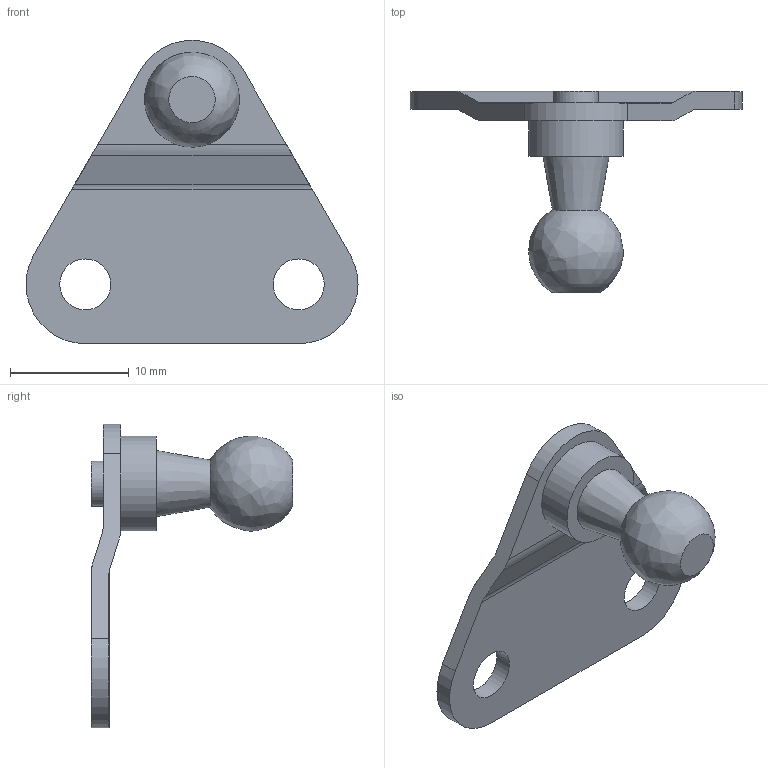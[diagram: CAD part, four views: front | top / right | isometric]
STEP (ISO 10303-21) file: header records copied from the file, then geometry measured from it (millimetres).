
FILE_DESCRIPTION(/* description */ (''),/* implementation_level */ '2;1');
FILE_NAME(/* name */ 'BB01K08.stp',/* time_stamp */ '2024-05-07T16:10:55+03:00',/* author */ (''),/* organization */ (''),/* preprocessor_version */ 'ST-DEVELOPER v16',/* originating_system */ 'SIEMENS PLM Software NX 11.0',/* authorisation */ '');
FILE_SCHEMA (('AUTOMOTIVE_DESIGN { 1 0 10303 214 3 1 1 1 }'));
Length unit declared in the file: millimetre
Products named in the file (3): Stud; Bracket; BB01K08_stp
Assembly tree (2 placements, depth 2):
  BB01K08_stp
    Bracket
    Stud
Bounding box: 28 x 17 x 25.59 mm (x, y, z)
Volume: 1200.3 mm3; surface area: 1526.1 mm2
Topology: 2 solids, 2 shells, 27 faces, 64 edges, 43 vertices
Faces by surface type: plane 13, cylinder 12, cone 1, bspline 1
Full cylindrical faces by diameter (mm): 3.8 x1, 4 x1, 4.3 x2, 8 x1
Entity records: 869 total; most frequent: CARTESIAN_POINT 158, DIRECTION 146, ORIENTED_EDGE 116, AXIS2_PLACEMENT_3D 59, EDGE_CURVE 58, VERTEX_POINT 43, EDGE_LOOP 41, LINE 28
